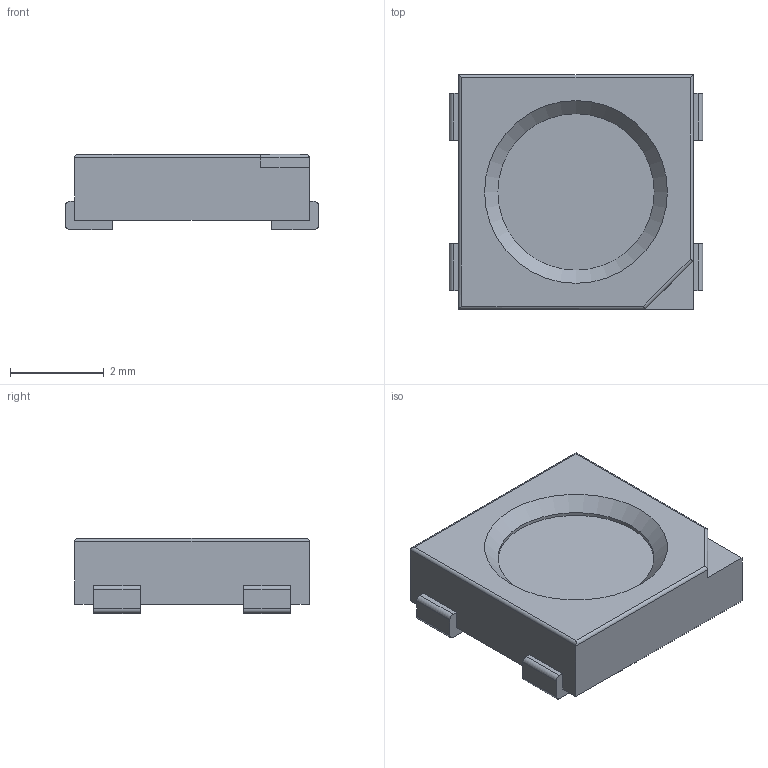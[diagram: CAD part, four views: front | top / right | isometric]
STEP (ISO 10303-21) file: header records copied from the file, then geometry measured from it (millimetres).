
FILE_DESCRIPTION(/* description */ ('model of LED_SK6812_PLCC4_5.0x5.0mm_P3.2mm'),/* implementation_level */ '2;1');
FILE_NAME(/* name */ 'LED_SK6812_PLCC4_5.0x5.0mm_P3.2mm.step',/* time_stamp */ '2020-01-11T13:20:36',/* author */ ('kicad StepUp','ksu'),/* organization */ ('FreeCAD'),/* preprocessor_version */ 'OCC',/* originating_system */ 'kicad StepUp',/* authorisation */ '');
FILE_SCHEMA(('AUTOMOTIVE_DESIGN { 1 0 10303 214 1 1 1 1 }'));
Length unit declared in the file: millimetre
Products named in the file (1): LED_SK6812_PLCC4_50x50mm_P32mm
Bounding box: 5.4 x 5 x 1.6 mm (x, y, z)
Volume: 32.4 mm3; surface area: 88.8 mm2
Topology: 1 solids, 1 shells, 72 faces, 225 edges, 148 vertices
Faces by surface type: plane 41, cylinder 30, cone 1
Full cylindrical faces by diameter (mm): 3.333 x1
Entity records: 3047 total; most frequent: ORIENTED_EDGE 450, CARTESIAN_POINT 446, DIRECTION 427, EDGE_CURVE 225, LINE 169, VECTOR 169, VERTEX_POINT 148, AXIS2_PLACEMENT_3D 129
